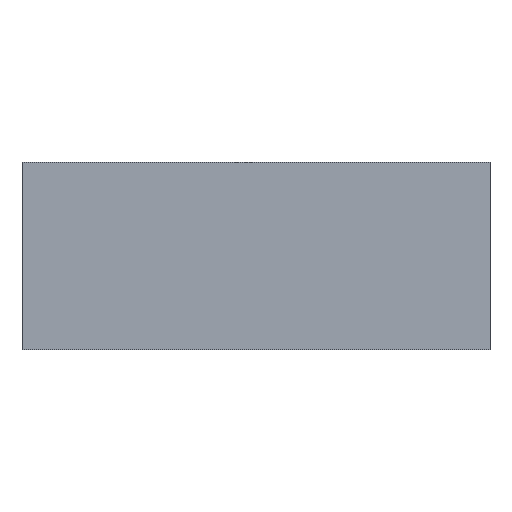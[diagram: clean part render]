
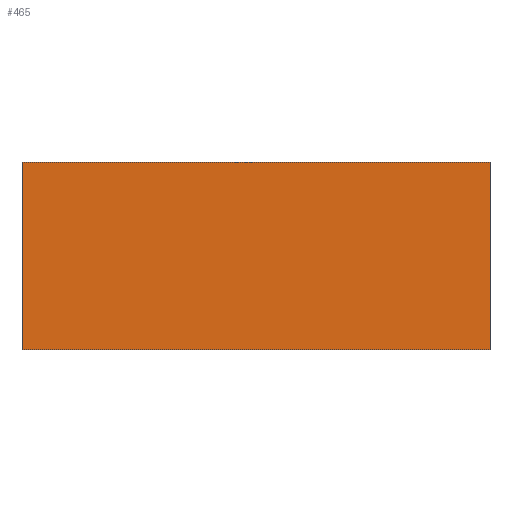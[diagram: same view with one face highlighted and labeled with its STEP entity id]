
A CAD part, top view. The second image highlights one B-rep face of the part: STEP entity #465.
In plain terms, the highlighted planar face has unit normal (0, 0, 1).
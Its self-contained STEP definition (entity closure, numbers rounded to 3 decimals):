
#465 = ADVANCED_FACE( '', ( #1052 ), #1053, .T. );
#1052 = FACE_OUTER_BOUND( '', #1640, .T. );
#1053 = PLANE( '', #1641 );
#1640 = EDGE_LOOP( '', ( #3798, #3799, #3800, #3801 ) );
#1641 = AXIS2_PLACEMENT_3D( '', #3802, #3803, #3804 );
#3798 = ORIENTED_EDGE( '', *, *, #4322, .T. );
#3799 = ORIENTED_EDGE( '', *, *, #4388, .T. );
#3800 = ORIENTED_EDGE( '', *, *, #4397, .T. );
#3801 = ORIENTED_EDGE( '', *, *, #4499, .T. );
#3802 = CARTESIAN_POINT( '', ( -105.75, -100., 59. ) );
#3803 = DIRECTION( '', ( 0., 0., 1. ) );
#3804 = DIRECTION( '', ( 1., 0., 0. ) );
#4322 = EDGE_CURVE( '', #5333, #5331, #5334, .T. );
#4388 = EDGE_CURVE( '', #5331, #5449, #5451, .T. );
#4397 = EDGE_CURVE( '', #5449, #5464, #5466, .T. );
#4499 = EDGE_CURVE( '', #5464, #5333, #5615, .T. );
#5331 = VERTEX_POINT( '', #6818 );
#5333 = VERTEX_POINT( '', #6821 );
#5334 = LINE( '', #6822, #6823 );
#5449 = VERTEX_POINT( '', #6977 );
#5451 = LINE( '', #6980, #6981 );
#5464 = VERTEX_POINT( '', #6998 );
#5466 = LINE( '', #7001, #7002 );
#5615 = LINE( '', #7202, #7203 );
#6818 = CARTESIAN_POINT( '', ( -105.75, -100., 59. ) );
#6821 = CARTESIAN_POINT( '', ( -105.75, 100., 59. ) );
#6822 = CARTESIAN_POINT( '', ( -105.75, 100., 59. ) );
#6823 = VECTOR( '', #7954, 1000. );
#6977 = CARTESIAN_POINT( '', ( 393.25, -100., 59. ) );
#6980 = CARTESIAN_POINT( '', ( -105.75, -100., 59. ) );
#6981 = VECTOR( '', #8070, 1000. );
#6998 = CARTESIAN_POINT( '', ( 393.25, 100., 59. ) );
#7001 = CARTESIAN_POINT( '', ( 393.25, -100., 59. ) );
#7002 = VECTOR( '', #8085, 1000. );
#7202 = CARTESIAN_POINT( '', ( 393.25, 100., 59. ) );
#7203 = VECTOR( '', #8287, 1000. );
#7954 = DIRECTION( '', ( 0., -1., 0. ) );
#8070 = DIRECTION( '', ( 1., 0., 0. ) );
#8085 = DIRECTION( '', ( 0., 1., 0. ) );
#8287 = DIRECTION( '', ( -1., 0., 0. ) );
